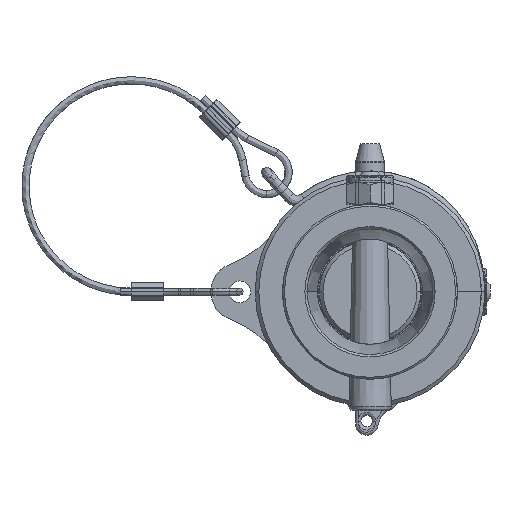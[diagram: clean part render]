
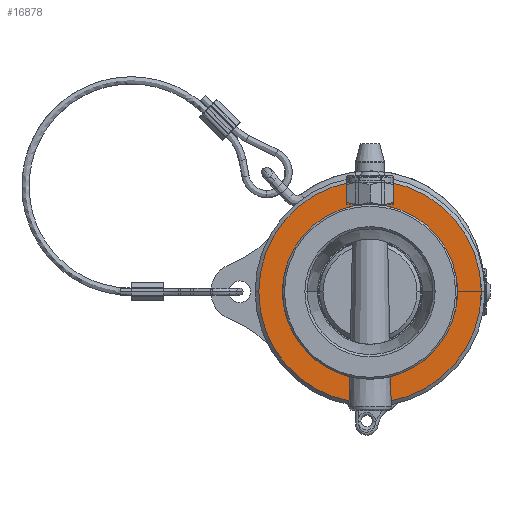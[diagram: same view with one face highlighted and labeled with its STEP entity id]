
A CAD part, front view. The second image highlights one B-rep face of the part: STEP entity #16878.
In plain terms, the highlighted face is planar.
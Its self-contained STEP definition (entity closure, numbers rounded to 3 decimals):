
#2401 = DIRECTION ( 'NONE',  ( 0., 0., -1. ) ) ;
#2691 = VERTEX_POINT ( 'NONE', #3796 ) ;
#3796 = CARTESIAN_POINT ( 'NONE',  ( -19., 0., 0. ) ) ;
#4631 = EDGE_CURVE ( 'NONE', #2691, #24072, #38717, .T. ) ;
#4636 = ORIENTED_EDGE ( 'NONE', *, *, #25340, .T. ) ;
#4869 = CARTESIAN_POINT ( 'NONE',  ( 0., 0., 0. ) ) ;
#5235 = DIRECTION ( 'NONE',  ( -1., 0., 0. ) ) ;
#5563 = DIRECTION ( 'NONE',  ( -1., 0., 0. ) ) ;
#5750 = DIRECTION ( 'NONE',  ( 0., 0., 1. ) ) ;
#6108 = DIRECTION ( 'NONE',  ( 0., 0., 1. ) ) ;
#7284 = EDGE_LOOP ( 'NONE', ( #4636, #17063 ) ) ;
#7528 = ORIENTED_EDGE ( 'NONE', *, *, #23683, .T. ) ;
#7955 = CIRCLE ( 'NONE', #32209, 19. ) ;
#10102 = AXIS2_PLACEMENT_3D ( 'NONE', #37445, #6108, #30983 ) ;
#11026 = AXIS2_PLACEMENT_3D ( 'NONE', #26927, #14699, #5235 ) ;
#11272 = FACE_BOUND ( 'NONE', #7284, .T. ) ;
#14599 = DIRECTION ( 'NONE',  ( 0., 0., -1. ) ) ;
#14699 = DIRECTION ( 'NONE',  ( 0., 0., -1. ) ) ;
#15211 = FACE_OUTER_BOUND ( 'NONE', #20443, .T. ) ;
#15356 = CARTESIAN_POINT ( 'NONE',  ( 0., 0., 0. ) ) ;
#16878 = ADVANCED_FACE ( 'NONE', ( #11272, #15211 ), #36970, .F. ) ;
#17063 = ORIENTED_EDGE ( 'NONE', *, *, #4631, .T. ) ;
#17890 = CARTESIAN_POINT ( 'NONE',  ( 30.75, 0., 0. ) ) ;
#18063 = CARTESIAN_POINT ( 'NONE',  ( 0., 0., 0. ) ) ;
#19121 = CARTESIAN_POINT ( 'NONE',  ( 19., 0., 0. ) ) ;
#20122 = CARTESIAN_POINT ( 'NONE',  ( -30.75, 0., 0. ) ) ;
#20343 = AXIS2_PLACEMENT_3D ( 'NONE', #18063, #2401, #5563 ) ;
#20443 = EDGE_LOOP ( 'NONE', ( #37840, #7528 ) ) ;
#21953 = DIRECTION ( 'NONE',  ( -1., 0., 0. ) ) ;
#23683 = EDGE_CURVE ( 'NONE', #36368, #35482, #25697, .T. ) ;
#24072 = VERTEX_POINT ( 'NONE', #19121 ) ;
#25340 = EDGE_CURVE ( 'NONE', #24072, #2691, #7955, .T. ) ;
#25545 = CIRCLE ( 'NONE', #10102, 30.75 ) ;
#25697 = CIRCLE ( 'NONE', #26888, 30.75 ) ;
#26888 = AXIS2_PLACEMENT_3D ( 'NONE', #15356, #5750, #21953 ) ;
#26927 = CARTESIAN_POINT ( 'NONE',  ( -31.75, 0., 0. ) ) ;
#27399 = EDGE_CURVE ( 'NONE', #35482, #36368, #25545, .T. ) ;
#30983 = DIRECTION ( 'NONE',  ( -1., 0., 0. ) ) ;
#32209 = AXIS2_PLACEMENT_3D ( 'NONE', #4869, #14599, #36601 ) ;
#35482 = VERTEX_POINT ( 'NONE', #20122 ) ;
#36368 = VERTEX_POINT ( 'NONE', #17890 ) ;
#36601 = DIRECTION ( 'NONE',  ( -1., 0., 0. ) ) ;
#36970 = PLANE ( 'NONE',  #11026 ) ;
#37445 = CARTESIAN_POINT ( 'NONE',  ( 0., 0., 0. ) ) ;
#37840 = ORIENTED_EDGE ( 'NONE', *, *, #27399, .T. ) ;
#38717 = CIRCLE ( 'NONE', #20343, 19. ) ;
